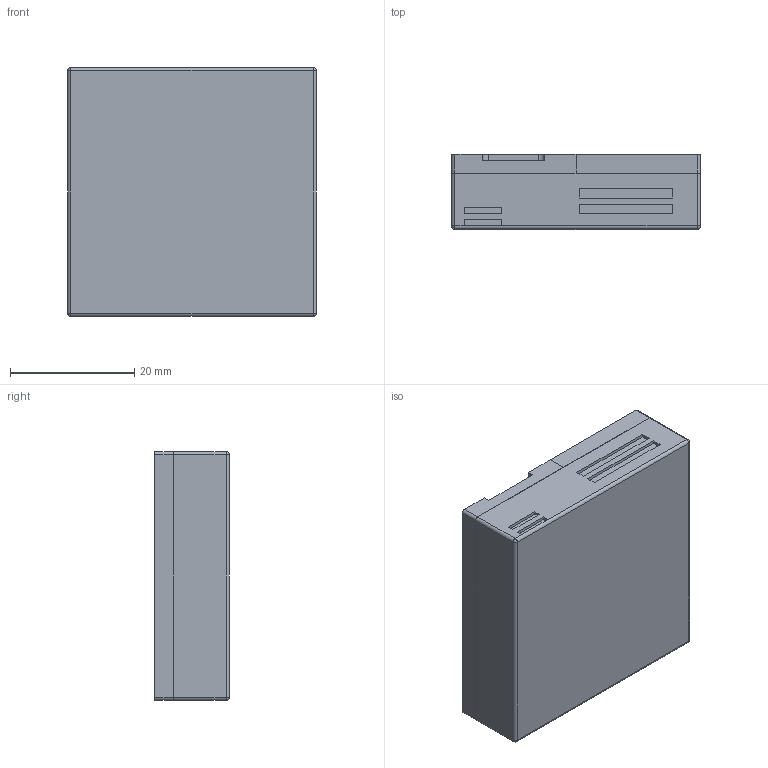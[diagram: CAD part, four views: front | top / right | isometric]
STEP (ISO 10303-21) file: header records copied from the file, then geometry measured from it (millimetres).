
FILE_DESCRIPTION(/* description */ ('STEP AP242','CAx-IF Rec.Pracs.---Representation and Presentation of Product Manufacturing Information (PMI)---4.0---2014-10-13','CAx-IF Rec.Pracs.---3D Tessellated Geometry---0.4---2014-09-14','2;1'),/* implementation_level */ '2;1');
FILE_NAME(/* name */ '67a107b844e8b47759eb6f44',/* time_stamp */ '2025-02-03T18:15:21Z',/* author */ (''),/* organization */ (''),/* preprocessor_version */ 'ST-DEVELOPER v20',/* originating_system */ 'ONSHAPE BY PTC INC, 1.193',/* authorisation */ ' ');
FILE_SCHEMA (('AP242_MANAGED_MODEL_BASED_3D_ENGINEERING_MIM_LF { 1 0 10303 442 1 1 4 }'));
Length unit declared in the file: metre
Products named in the file (5): Part 3; Part 4; Part 1; Part 5; Part 2
Bounding box: 40 x 12 x 40 mm (x, y, z)
Volume: 18954.1 mm3; surface area: 8757.4 mm2
Topology: 5 solids, 5 shells, 133 faces, 346 edges, 223 vertices
Faces by surface type: plane 86, cylinder 42, sphere 4, torus 1
Full cylindrical faces by diameter (mm): 3 x1
Entity records: 4645 total; most frequent: DIRECTION 701, CARTESIAN_POINT 701, ORIENTED_EDGE 680, EDGE_CURVE 340, LINE 255, VECTOR 255, VERTEX_POINT 223, AXIS2_PLACEMENT_3D 223
